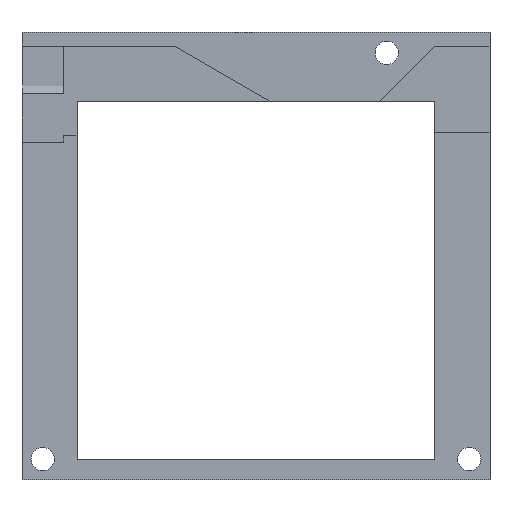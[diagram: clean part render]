
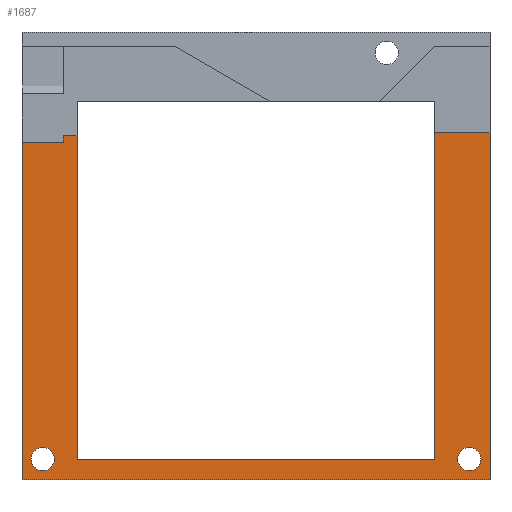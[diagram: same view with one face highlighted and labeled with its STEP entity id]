
A CAD part, front view. The second image highlights one B-rep face of the part: STEP entity #1687.
In plain terms, the highlighted planar face has unit normal (0, -1, 0).
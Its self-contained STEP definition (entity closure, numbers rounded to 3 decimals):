
#1 = CARTESIAN_POINT ( 'NONE',  ( -39.699, 7.849, 25.487 ) ) ;
#4 = VERTEX_POINT ( 'NONE', #253 ) ;
#23 = AXIS2_PLACEMENT_3D ( 'NONE', #277, #837, #953 ) ;
#28 = EDGE_CURVE ( 'NONE', #516, #173, #1436, .T. ) ;
#41 = VECTOR ( 'NONE', #1365, 1000. ) ;
#59 = CARTESIAN_POINT ( 'NONE',  ( -31.699, 7.849, 28.487 ) ) ;
#63 = VECTOR ( 'NONE', #1655, 1000. ) ;
#84 = EDGE_LOOP ( 'NONE', ( #650, #1464, #1556, #1732, #218, #556, #1285, #921, #1320, #1267 ) ) ;
#86 = CARTESIAN_POINT ( 'NONE',  ( -39.699, 7.849, 25.487 ) ) ;
#103 = LINE ( 'NONE', #617, #1296 ) ;
#107 = CARTESIAN_POINT ( 'NONE',  ( 20.301, 7.849, 80.487 ) ) ;
#128 = VECTOR ( 'NONE', #1109, 1000. ) ;
#143 = DIRECTION ( 'NONE',  ( -1., 0., 0. ) ) ;
#163 = CARTESIAN_POINT ( 'NONE',  ( -39.699, 7.849, 90.487 ) ) ;
#173 = VERTEX_POINT ( 'NONE', #86 ) ;
#199 = FACE_BOUND ( 'NONE', #1417, .T. ) ;
#218 = ORIENTED_EDGE ( 'NONE', *, *, #223, .T. ) ;
#223 = EDGE_CURVE ( 'NONE', #1258, #422, #1659, .T. ) ;
#234 = DIRECTION ( 'NONE',  ( 0., 0., 1. ) ) ;
#237 = CARTESIAN_POINT ( 'NONE',  ( -33.699, 7.849, 74.487 ) ) ;
#239 = DIRECTION ( 'NONE',  ( 0., 1., 0. ) ) ;
#253 = CARTESIAN_POINT ( 'NONE',  ( 20.301, 7.849, 28.487 ) ) ;
#260 = LINE ( 'NONE', #107, #41 ) ;
#277 = CARTESIAN_POINT ( 'NONE',  ( -36.699, 7.849, 28.487 ) ) ;
#281 = VECTOR ( 'NONE', #714, 1000. ) ;
#283 = LINE ( 'NONE', #686, #128 ) ;
#341 = CARTESIAN_POINT ( 'NONE',  ( 28.301, 7.849, 90.487 ) ) ;
#394 = AXIS2_PLACEMENT_3D ( 'NONE', #1056, #1412, #1420 ) ;
#414 = EDGE_CURVE ( 'NONE', #173, #527, #1403, .T. ) ;
#418 = ORIENTED_EDGE ( 'NONE', *, *, #1665, .T. ) ;
#422 = VERTEX_POINT ( 'NONE', #1414 ) ;
#443 = EDGE_CURVE ( 'NONE', #1577, #463, #1543, .T. ) ;
#463 = VERTEX_POINT ( 'NONE', #1586 ) ;
#470 = VERTEX_POINT ( 'NONE', #237 ) ;
#472 = ORIENTED_EDGE ( 'NONE', *, *, #443, .T. ) ;
#474 = VERTEX_POINT ( 'NONE', #59 ) ;
#491 = EDGE_CURVE ( 'NONE', #1005, #516, #1741, .T. ) ;
#493 = DIRECTION ( 'NONE',  ( 0., 0., -1. ) ) ;
#516 = VERTEX_POINT ( 'NONE', #1596 ) ;
#520 = DIRECTION ( 'NONE',  ( 1., 0., 0. ) ) ;
#527 = VERTEX_POINT ( 'NONE', #917 ) ;
#529 = VECTOR ( 'NONE', #781, 1000. ) ;
#530 = ORIENTED_EDGE ( 'NONE', *, *, #1487, .T. ) ;
#540 = EDGE_LOOP ( 'NONE', ( #418, #472 ) ) ;
#545 = AXIS2_PLACEMENT_3D ( 'NONE', #940, #239, #796 ) ;
#556 = ORIENTED_EDGE ( 'NONE', *, *, #840, .F. ) ;
#617 = CARTESIAN_POINT ( 'NONE',  ( -31.699, 7.849, 80.487 ) ) ;
#618 = FACE_OUTER_BOUND ( 'NONE', #84, .T. ) ;
#637 = VECTOR ( 'NONE', #520, 1000. ) ;
#650 = ORIENTED_EDGE ( 'NONE', *, *, #1035, .F. ) ;
#661 = EDGE_CURVE ( 'NONE', #474, #1258, #103, .T. ) ;
#686 = CARTESIAN_POINT ( 'NONE',  ( -31.699, 7.849, 28.487 ) ) ;
#714 = DIRECTION ( 'NONE',  ( 0., 0., 1. ) ) ;
#726 = VECTOR ( 'NONE', #143, 1000. ) ;
#763 = VECTOR ( 'NONE', #1358, 1000. ) ;
#781 = DIRECTION ( 'NONE',  ( -1., 0., 0. ) ) ;
#796 = DIRECTION ( 'NONE',  ( 0., 0., 1. ) ) ;
#812 = EDGE_CURVE ( 'NONE', #4, #474, #283, .T. ) ;
#826 = CARTESIAN_POINT ( 'NONE',  ( -3.699, 7.849, 75.487 ) ) ;
#837 = DIRECTION ( 'NONE',  ( 0., 1., 0. ) ) ;
#838 = AXIS2_PLACEMENT_3D ( 'NONE', #849, #1454, #1575 ) ;
#840 = EDGE_CURVE ( 'NONE', #470, #422, #1116, .T. ) ;
#849 = CARTESIAN_POINT ( 'NONE',  ( 25.301, 7.849, 28.487 ) ) ;
#853 = VERTEX_POINT ( 'NONE', #1262 ) ;
#890 = AXIS2_PLACEMENT_3D ( 'NONE', #1024, #1573, #1279 ) ;
#902 = CARTESIAN_POINT ( 'NONE',  ( -31.699, 7.849, 75.487 ) ) ;
#904 = CARTESIAN_POINT ( 'NONE',  ( -36.699, 7.849, 30.187 ) ) ;
#917 = CARTESIAN_POINT ( 'NONE',  ( -39.699, 7.849, 74.487 ) ) ;
#921 = ORIENTED_EDGE ( 'NONE', *, *, #414, .F. ) ;
#929 = FACE_BOUND ( 'NONE', #540, .T. ) ;
#936 = CARTESIAN_POINT ( 'NONE',  ( 28.301, 7.849, 75.887 ) ) ;
#940 = CARTESIAN_POINT ( 'NONE',  ( -36.699, 7.849, 28.487 ) ) ;
#953 = DIRECTION ( 'NONE',  ( 0., 0., 1. ) ) ;
#963 = CARTESIAN_POINT ( 'NONE',  ( -33.699, 7.849, 74.487 ) ) ;
#1005 = VERTEX_POINT ( 'NONE', #936 ) ;
#1006 = EDGE_CURVE ( 'NONE', #470, #527, #1738, .T. ) ;
#1010 = CIRCLE ( 'NONE', #23, 1.7 ) ;
#1024 = CARTESIAN_POINT ( 'NONE',  ( -39.699, 7.849, 90.487 ) ) ;
#1035 = EDGE_CURVE ( 'NONE', #1373, #1005, #1717, .T. ) ;
#1056 = CARTESIAN_POINT ( 'NONE',  ( 25.301, 7.849, 28.487 ) ) ;
#1072 = ORIENTED_EDGE ( 'NONE', *, *, #1123, .T. ) ;
#1109 = DIRECTION ( 'NONE',  ( -1., 0., 0. ) ) ;
#1116 = LINE ( 'NONE', #963, #63 ) ;
#1123 = EDGE_CURVE ( 'NONE', #1727, #853, #1010, .T. ) ;
#1160 = CARTESIAN_POINT ( 'NONE',  ( -33.699, 7.849, 74.487 ) ) ;
#1226 = CIRCLE ( 'NONE', #394, 1.7 ) ;
#1258 = VERTEX_POINT ( 'NONE', #902 ) ;
#1262 = CARTESIAN_POINT ( 'NONE',  ( -36.699, 7.849, 26.787 ) ) ;
#1267 = ORIENTED_EDGE ( 'NONE', *, *, #491, .F. ) ;
#1274 = CARTESIAN_POINT ( 'NONE',  ( 20.301, 7.849, 75.887 ) ) ;
#1279 = DIRECTION ( 'NONE',  ( 0., 0., -1. ) ) ;
#1285 = ORIENTED_EDGE ( 'NONE', *, *, #1006, .T. ) ;
#1296 = VECTOR ( 'NONE', #234, 1000. ) ;
#1310 = CIRCLE ( 'NONE', #545, 1.7 ) ;
#1320 = ORIENTED_EDGE ( 'NONE', *, *, #28, .F. ) ;
#1355 = CARTESIAN_POINT ( 'NONE',  ( 25.301, 7.849, 26.787 ) ) ;
#1358 = DIRECTION ( 'NONE',  ( -1., 0., 0. ) ) ;
#1365 = DIRECTION ( 'NONE',  ( 0., 0., -1. ) ) ;
#1373 = VERTEX_POINT ( 'NONE', #1274 ) ;
#1403 = LINE ( 'NONE', #163, #281 ) ;
#1412 = DIRECTION ( 'NONE',  ( 0., 1., 0. ) ) ;
#1414 = CARTESIAN_POINT ( 'NONE',  ( -33.699, 7.849, 75.487 ) ) ;
#1417 = EDGE_LOOP ( 'NONE', ( #1072, #530 ) ) ;
#1420 = DIRECTION ( 'NONE',  ( 0., 0., 1. ) ) ;
#1436 = LINE ( 'NONE', #1, #726 ) ;
#1440 = PLANE ( 'NONE',  #890 ) ;
#1454 = DIRECTION ( 'NONE',  ( 0., 1., 0. ) ) ;
#1464 = ORIENTED_EDGE ( 'NONE', *, *, #1589, .T. ) ;
#1487 = EDGE_CURVE ( 'NONE', #853, #1727, #1310, .T. ) ;
#1512 = VECTOR ( 'NONE', #493, 1000. ) ;
#1543 = CIRCLE ( 'NONE', #838, 1.7 ) ;
#1556 = ORIENTED_EDGE ( 'NONE', *, *, #812, .T. ) ;
#1573 = DIRECTION ( 'NONE',  ( 0., -1., 0. ) ) ;
#1575 = DIRECTION ( 'NONE',  ( 0., 0., 1. ) ) ;
#1577 = VERTEX_POINT ( 'NONE', #1355 ) ;
#1586 = CARTESIAN_POINT ( 'NONE',  ( 25.301, 7.849, 30.187 ) ) ;
#1589 = EDGE_CURVE ( 'NONE', #1373, #4, #260, .T. ) ;
#1596 = CARTESIAN_POINT ( 'NONE',  ( 28.301, 7.849, 25.487 ) ) ;
#1655 = DIRECTION ( 'NONE',  ( 0., 0., 1. ) ) ;
#1659 = LINE ( 'NONE', #826, #763 ) ;
#1665 = EDGE_CURVE ( 'NONE', #463, #1577, #1226, .T. ) ;
#1687 = ADVANCED_FACE ( 'NONE', ( #618, #929, #199 ), #1440, .T. ) ;
#1717 = LINE ( 'NONE', #1728, #637 ) ;
#1727 = VERTEX_POINT ( 'NONE', #904 ) ;
#1728 = CARTESIAN_POINT ( 'NONE',  ( 28.301, 7.849, 75.887 ) ) ;
#1732 = ORIENTED_EDGE ( 'NONE', *, *, #661, .T. ) ;
#1738 = LINE ( 'NONE', #1160, #529 ) ;
#1741 = LINE ( 'NONE', #341, #1512 ) ;
